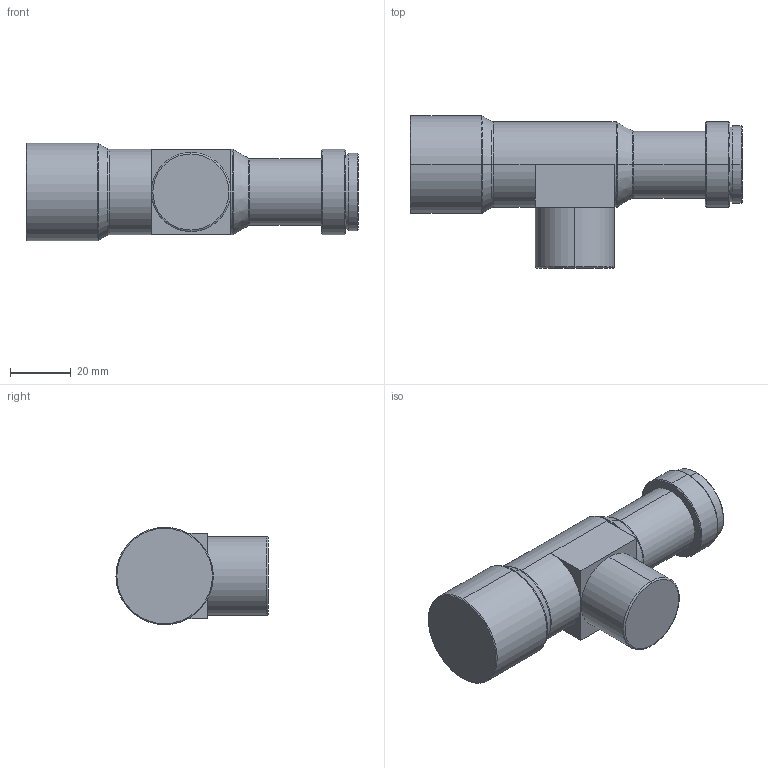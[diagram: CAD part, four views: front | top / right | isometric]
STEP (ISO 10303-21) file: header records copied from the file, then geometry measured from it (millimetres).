
FILE_DESCRIPTION (( 'STEP AP203' ), '1' );
FILE_NAME ('WWH10-108CTLV3.STEP', '2021-09-09T07:40:46', ( '' ), ( '' ), 'SwSTEP 2.0', 'SolidWorks 2017', '' );
FILE_SCHEMA (( 'CONFIG_CONTROL_DESIGN' ));
Length unit declared in the file: millimetre
Products named in the file (1): WWH10-108CTLV3
Bounding box: 109.1 x 50 x 32 mm (x, y, z)
Volume: 78008.2 mm3; surface area: 13257.6 mm2
Topology: 1 solids, 1 shells, 51 faces, 102 edges, 56 vertices
Faces by surface type: cylinder 15, plane 14, cone 12, torus 10
Entity records: 1387 total; most frequent: DIRECTION 268, CARTESIAN_POINT 210, ORIENTED_EDGE 204, AXIS2_PLACEMENT_3D 114, EDGE_CURVE 102, CIRCLE 62, VERTEX_POINT 56, EDGE_LOOP 54
